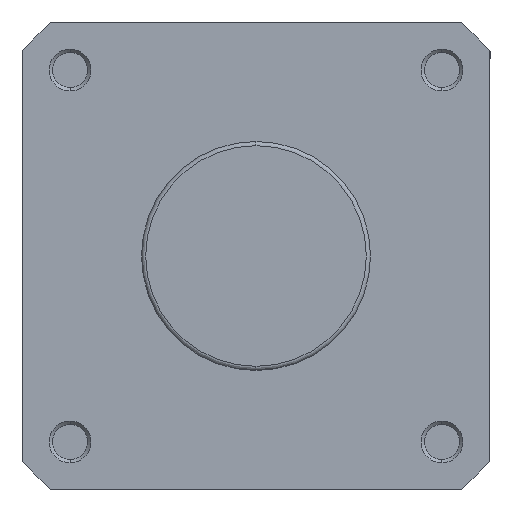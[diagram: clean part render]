
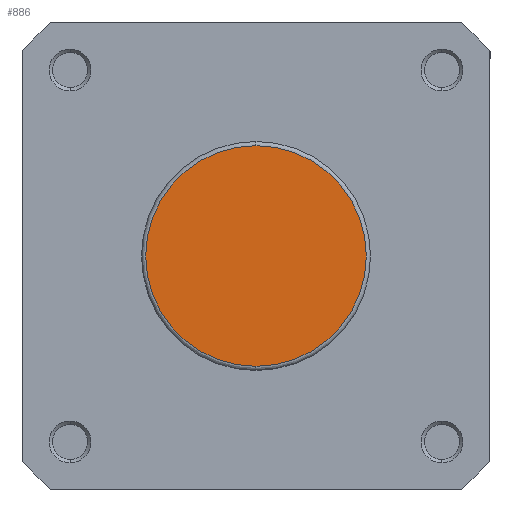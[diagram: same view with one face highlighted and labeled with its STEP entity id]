
A CAD part, left-side view. The second image highlights one B-rep face of the part: STEP entity #886.
In plain terms, the highlighted planar face has unit normal (-1, 0, 0).
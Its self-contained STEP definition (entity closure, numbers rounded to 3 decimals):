
#111 = EDGE_LOOP ( 'NONE', ( #534, #533 ) ) ;
#533 = ORIENTED_EDGE ( 'NONE', *, *, #1616, .T. ) ;
#534 = ORIENTED_EDGE ( 'NONE', *, *, #1673, .T. ) ;
#886 = ADVANCED_FACE ( 'NONE', ( #1187 ), #3192, .F. ) ;
#1187 = FACE_OUTER_BOUND ( 'NONE', #111, .T. ) ;
#1616 = EDGE_CURVE ( 'NONE', #2827, #2828, #2329, .T. ) ;
#1673 = EDGE_CURVE ( 'NONE', #2828, #2827, #2411, .T. ) ;
#2329 = CIRCLE ( 'NONE', #5372, 26.4 ) ;
#2411 = CIRCLE ( 'NONE', #5401, 26.4 ) ;
#2827 = VERTEX_POINT ( 'NONE', #4888 ) ;
#2828 = VERTEX_POINT ( 'NONE', #4889 ) ;
#3192 = PLANE ( 'NONE',  #5154 ) ;
#3193 = CARTESIAN_POINT ( 'NONE',  ( 0., 27.4, 0. ) ) ;
#3202 = DIRECTION ( 'NONE',  ( 1., 0., 0. ) ) ;
#3203 = DIRECTION ( 'NONE',  ( 0., 0., -1. ) ) ;
#4096 = CARTESIAN_POINT ( 'NONE',  ( 0., 0., 0. ) ) ;
#4097 = DIRECTION ( 'NONE',  ( -1., 0., 0. ) ) ;
#4098 = DIRECTION ( 'NONE',  ( 0., 0., -1. ) ) ;
#4233 = CARTESIAN_POINT ( 'NONE',  ( 0., 0., 0. ) ) ;
#4240 = DIRECTION ( 'NONE',  ( -1., 0., 0. ) ) ;
#4241 = DIRECTION ( 'NONE',  ( 0., 0., -1. ) ) ;
#4888 = CARTESIAN_POINT ( 'NONE',  ( 0., 0., 26.4 ) ) ;
#4889 = CARTESIAN_POINT ( 'NONE',  ( 0., 0., -26.4 ) ) ;
#5154 = AXIS2_PLACEMENT_3D ( 'NONE', #3193, #3202, #3203 ) ;
#5372 = AXIS2_PLACEMENT_3D ( 'NONE', #4096, #4097, #4098 ) ;
#5401 = AXIS2_PLACEMENT_3D ( 'NONE', #4233, #4240, #4241 ) ;
